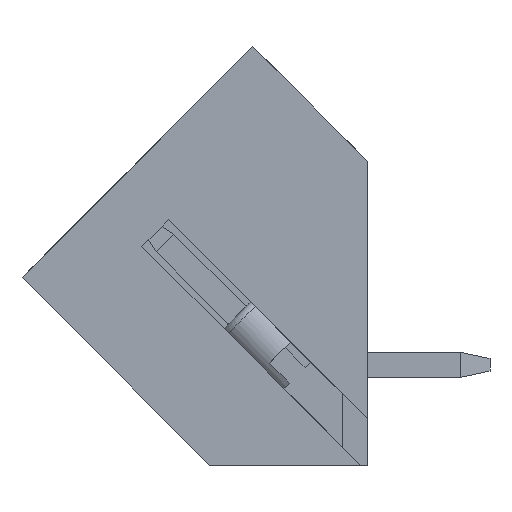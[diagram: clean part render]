
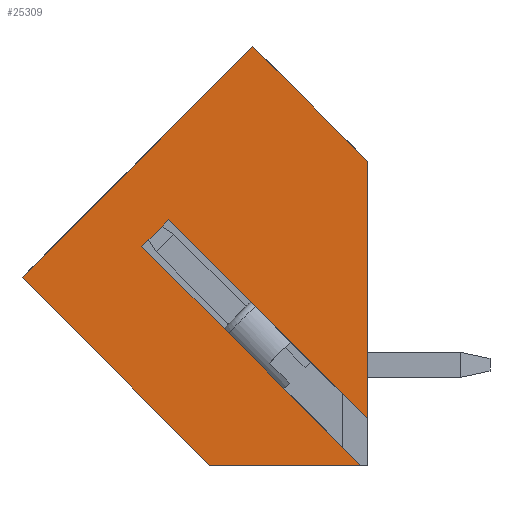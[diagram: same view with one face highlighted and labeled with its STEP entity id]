
A CAD part, left-side view. The second image highlights one B-rep face of the part: STEP entity #25309.
In plain terms, the highlighted planar face has unit normal (-1, 0, 0).
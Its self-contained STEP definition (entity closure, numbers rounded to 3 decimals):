
#726 = VERTEX_POINT ( 'NONE', #15299 ) ;
#1785 = VECTOR ( 'NONE', #6139, 1000. ) ;
#1808 = VECTOR ( 'NONE', #19007, 1000. ) ;
#2292 = CARTESIAN_POINT ( 'NONE',  ( 0., 3.65, 13.33 ) ) ;
#2305 = VECTOR ( 'NONE', #13310, 1000. ) ;
#2348 = CARTESIAN_POINT ( 'NONE',  ( 0., -2.689, -1.211 ) ) ;
#2386 = DIRECTION ( 'NONE',  ( 0., -0.707, -0.707 ) ) ;
#2681 = DIRECTION ( 'NONE',  ( 0., 0., -1. ) ) ;
#2696 = ORIENTED_EDGE ( 'NONE', *, *, #29549, .T. ) ;
#3672 = LINE ( 'NONE', #11186, #2305 ) ;
#4712 = CARTESIAN_POINT ( 'NONE',  ( 0., 0., 9.68 ) ) ;
#4851 = CARTESIAN_POINT ( 'NONE',  ( 0., 7.186, 6.966 ) ) ;
#5125 = FACE_OUTER_BOUND ( 'NONE', #22187, .T. ) ;
#5725 = EDGE_CURVE ( 'NONE', #726, #11272, #27669, .T. ) ;
#5995 = EDGE_CURVE ( 'NONE', #14246, #726, #3672, .T. ) ;
#6139 = DIRECTION ( 'NONE',  ( 0., 0.707, 0.707 ) ) ;
#6144 = CARTESIAN_POINT ( 'NONE',  ( 0., 0., 1.478 ) ) ;
#6800 = VERTEX_POINT ( 'NONE', #26595 ) ;
#7696 = ORIENTED_EDGE ( 'NONE', *, *, #11548, .F. ) ;
#7959 = CARTESIAN_POINT ( 'NONE',  ( 0., 5.02, 0. ) ) ;
#8261 = VERTEX_POINT ( 'NONE', #20915 ) ;
#8265 = EDGE_CURVE ( 'NONE', #8261, #14246, #9240, .T. ) ;
#9008 = VECTOR ( 'NONE', #2386, 1000. ) ;
#9240 = LINE ( 'NONE', #28032, #9008 ) ;
#9586 = LINE ( 'NONE', #11450, #19763 ) ;
#10110 = ORIENTED_EDGE ( 'NONE', *, *, #5725, .T. ) ;
#10865 = CARTESIAN_POINT ( 'NONE',  ( 0., 3.65, 13.33 ) ) ;
#11186 = CARTESIAN_POINT ( 'NONE',  ( 0., 11., 0. ) ) ;
#11272 = VERTEX_POINT ( 'NONE', #17681 ) ;
#11450 = CARTESIAN_POINT ( 'NONE',  ( 0., 0., 9.68 ) ) ;
#11548 = EDGE_CURVE ( 'NONE', #19701, #6800, #25959, .T. ) ;
#12157 = PLANE ( 'NONE',  #23765 ) ;
#13310 = DIRECTION ( 'NONE',  ( 0., -1., 0. ) ) ;
#13921 = LINE ( 'NONE', #2292, #14785 ) ;
#14246 = VERTEX_POINT ( 'NONE', #7959 ) ;
#14307 = CARTESIAN_POINT ( 'NONE',  ( 0., 11., 13.33 ) ) ;
#14785 = VECTOR ( 'NONE', #28238, 1000. ) ;
#15259 = VERTEX_POINT ( 'NONE', #4712 ) ;
#15299 = CARTESIAN_POINT ( 'NONE',  ( 0., 0.219, 0. ) ) ;
#15472 = ORIENTED_EDGE ( 'NONE', *, *, #16158, .T. ) ;
#15573 = ORIENTED_EDGE ( 'NONE', *, *, #20919, .T. ) ;
#16158 = EDGE_CURVE ( 'NONE', #11272, #6800, #25890, .T. ) ;
#16857 = CARTESIAN_POINT ( 'NONE',  ( 0., 0., 13.33 ) ) ;
#17037 = ORIENTED_EDGE ( 'NONE', *, *, #5995, .T. ) ;
#17681 = CARTESIAN_POINT ( 'NONE',  ( 0., 7.186, 6.966 ) ) ;
#18148 = ORIENTED_EDGE ( 'NONE', *, *, #23525, .T. ) ;
#18582 = DIRECTION ( 'NONE',  ( 0., 0.707, 0.707 ) ) ;
#19007 = DIRECTION ( 'NONE',  ( 0., 0., 1. ) ) ;
#19545 = DIRECTION ( 'NONE',  ( 1., 0., 0. ) ) ;
#19701 = VERTEX_POINT ( 'NONE', #6144 ) ;
#19763 = VECTOR ( 'NONE', #23731, 1000. ) ;
#20915 = CARTESIAN_POINT ( 'NONE',  ( 0., 11., 5.98 ) ) ;
#20919 = EDGE_CURVE ( 'NONE', #19701, #15259, #21468, .T. ) ;
#21468 = LINE ( 'NONE', #16857, #1808 ) ;
#22187 = EDGE_LOOP ( 'NONE', ( #17037, #10110, #15472, #7696, #15573, #2696, #18148, #27841 ) ) ;
#23525 = EDGE_CURVE ( 'NONE', #26271, #8261, #13921, .T. ) ;
#23731 = DIRECTION ( 'NONE',  ( 0., 0.707, 0.707 ) ) ;
#23765 = AXIS2_PLACEMENT_3D ( 'NONE', #14307, #19545, #2681 ) ;
#25309 = ADVANCED_FACE ( 'NONE', ( #5125 ), #12157, .F. ) ;
#25890 = LINE ( 'NONE', #4851, #28102 ) ;
#25959 = LINE ( 'NONE', #2348, #26416 ) ;
#26271 = VERTEX_POINT ( 'NONE', #10865 ) ;
#26416 = VECTOR ( 'NONE', #18582, 1000. ) ;
#26595 = CARTESIAN_POINT ( 'NONE',  ( 0., 6.337, 7.815 ) ) ;
#27612 = DIRECTION ( 'NONE',  ( 0., -0.707, 0.707 ) ) ;
#27669 = LINE ( 'NONE', #29486, #1785 ) ;
#27841 = ORIENTED_EDGE ( 'NONE', *, *, #8265, .T. ) ;
#28032 = CARTESIAN_POINT ( 'NONE',  ( 0., 11., 5.98 ) ) ;
#28102 = VECTOR ( 'NONE', #27612, 1000. ) ;
#28238 = DIRECTION ( 'NONE',  ( 0., 0.707, -0.707 ) ) ;
#29486 = CARTESIAN_POINT ( 'NONE',  ( 0., -1.84, -2.06 ) ) ;
#29549 = EDGE_CURVE ( 'NONE', #15259, #26271, #9586, .T. ) ;
